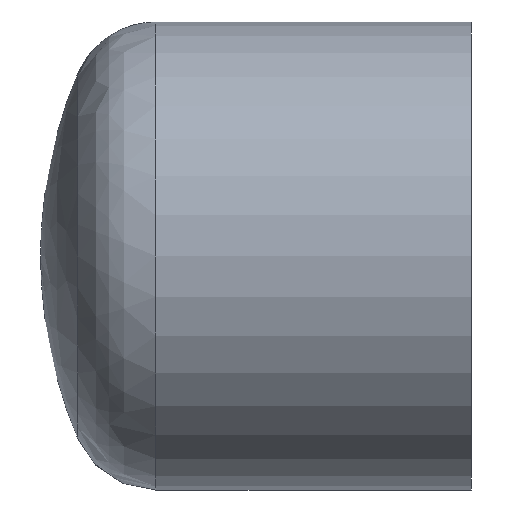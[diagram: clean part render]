
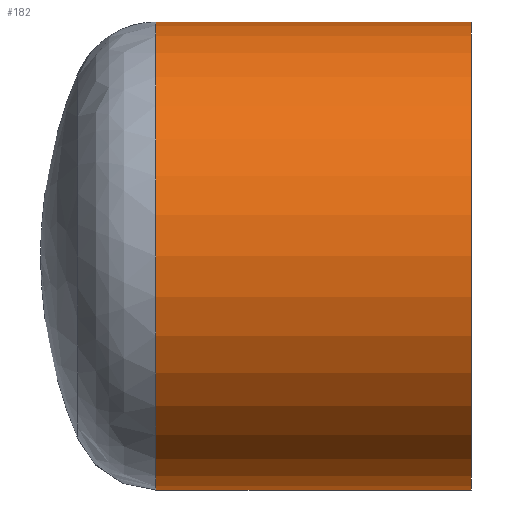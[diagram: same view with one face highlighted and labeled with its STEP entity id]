
A CAD part, front view. The second image highlights one B-rep face of the part: STEP entity #182.
In plain terms, the highlighted cylindrical face has radius 125 mm (diameter 250 mm), a full revolution.
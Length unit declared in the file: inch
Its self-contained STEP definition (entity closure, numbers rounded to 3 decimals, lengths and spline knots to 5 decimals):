
#18 = VERTEX_POINT ( 'NONE', #91 ) ;
#37 = CARTESIAN_POINT ( 'NONE',  ( -3.31655, 0., 0. ) ) ;
#47 = ORIENTED_EDGE ( 'NONE', *, *, #178, .T. ) ;
#55 = CIRCLE ( 'NONE', #117, 4.92126 ) ;
#83 = AXIS2_PLACEMENT_3D ( 'NONE', #37, #169, #264 ) ;
#91 = CARTESIAN_POINT ( 'NONE',  ( -6.6331, 0., -4.92126 ) ) ;
#107 = CARTESIAN_POINT ( 'NONE',  ( 0., 0., -4.92126 ) ) ;
#117 = AXIS2_PLACEMENT_3D ( 'NONE', #256, #179, #149 ) ;
#126 = EDGE_CURVE ( 'NONE', #210, #210, #293, .T. ) ;
#132 = ORIENTED_EDGE ( 'NONE', *, *, #126, .T. ) ;
#139 = EDGE_LOOP ( 'NONE', ( #47 ) ) ;
#149 = DIRECTION ( 'NONE',  ( 0., 0., -1. ) ) ;
#160 = EDGE_LOOP ( 'NONE', ( #132 ) ) ;
#167 = FACE_OUTER_BOUND ( 'NONE', #160, .T. ) ;
#168 = FACE_OUTER_BOUND ( 'NONE', #139, .T. ) ;
#169 = DIRECTION ( 'NONE',  ( 1., 0., 0. ) ) ;
#178 = EDGE_CURVE ( 'NONE', #18, #18, #55, .T. ) ;
#179 = DIRECTION ( 'NONE',  ( 1., 0., 0. ) ) ;
#182 = ADVANCED_FACE ( 'NONE', ( #167, #168 ), #267, .T. ) ;
#210 = VERTEX_POINT ( 'NONE', #107 ) ;
#252 = AXIS2_PLACEMENT_3D ( 'NONE', #303, #309, #311 ) ;
#256 = CARTESIAN_POINT ( 'NONE',  ( -6.6331, 0., 0. ) ) ;
#264 = DIRECTION ( 'NONE',  ( 0., 0., -1. ) ) ;
#267 = CYLINDRICAL_SURFACE ( 'NONE', #83, 4.92126 ) ;
#293 = CIRCLE ( 'NONE', #252, 4.92126 ) ;
#303 = CARTESIAN_POINT ( 'NONE',  ( 0., 0., 0. ) ) ;
#309 = DIRECTION ( 'NONE',  ( -1., 0., 0. ) ) ;
#311 = DIRECTION ( 'NONE',  ( 0., 0., -1. ) ) ;
